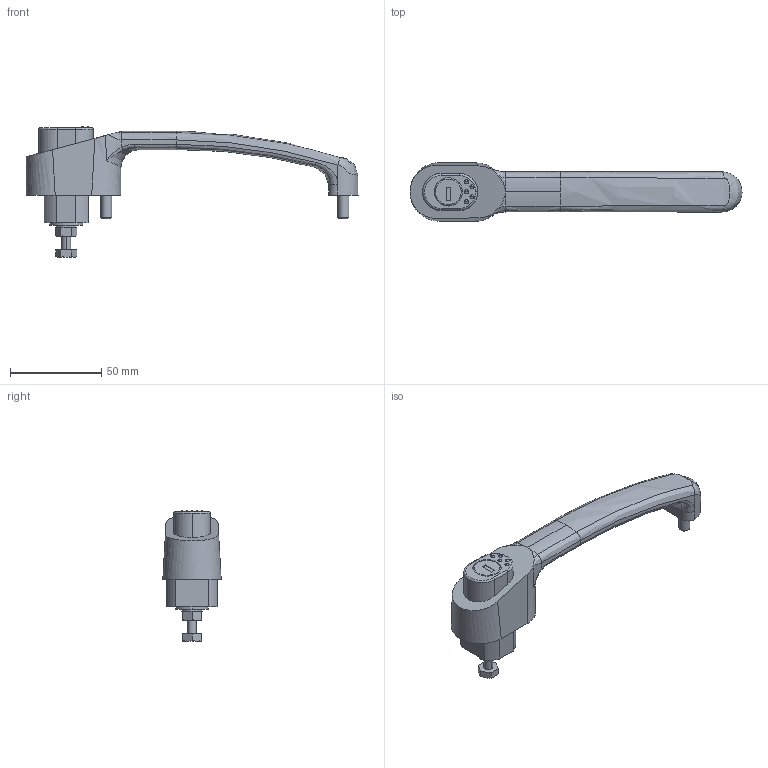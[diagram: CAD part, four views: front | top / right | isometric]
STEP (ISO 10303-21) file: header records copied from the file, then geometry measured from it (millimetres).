
FILE_DESCRIPTION (( 'STEP AP203' ), '1' );
FILE_NAME ('A-845-1.STEP', '2023-07-06T04:34:36', ( '' ), ( '' ), 'SwSTEP 2.0', 'SolidWorks 2021', '' );
FILE_SCHEMA (( 'CONFIG_CONTROL_DESIGN' ));
Length unit declared in the file: millimetre
Products named in the file (8): A-845-1_˜ZŠpƒiƒbƒgver1.01__M6ƒiƒbƒg(“S)1Ží; A-845-1_ケース_; A-845-1_六角ボルト_内径基準ver1.03__M6x25六角ボルト(鉄); A-845-1_押ボタン_; A-845-1; T0230儘乕僞乕_岞奐梡_T儘乕僞乕; A-845-1_ワッシャー_; A-845-1_内歯ワッシャー_
Assembly tree (7 placements, depth 2):
  A-845-1
    A-845-1_ケース_
    A-845-1_押ボタン_
    A-845-1_六角ボルト_内径基準ver1.03__M6x25六角ボルト(鉄)
    A-845-1_˜ZŠpƒiƒbƒgver1.01__M6ƒiƒbƒg(“S)1Ží
    A-845-1_ワッシャー_
    A-845-1_内歯ワッシャー_
    T0230儘乕僞乕_岞奐梡_T儘乕僞乕
Bounding box: 182 x 32 x 71.5 mm (x, y, z)
Volume: 78173.4 mm3; surface area: 27700 mm2
Topology: 7 solids, 7 shells, 227 faces, 535 edges, 334 vertices
Faces by surface type: plane 83, cylinder 72, bspline 29, cone 26, sphere 10, torus 7
Entity records: 9450 total; most frequent: CARTESIAN_POINT 3601, ORIENTED_EDGE 1058, DIRECTION 1025, EDGE_CURVE 529, AXIS2_PLACEMENT_3D 401, VERTEX_POINT 334, EDGE_LOOP 253, ADVANCED_FACE 227
